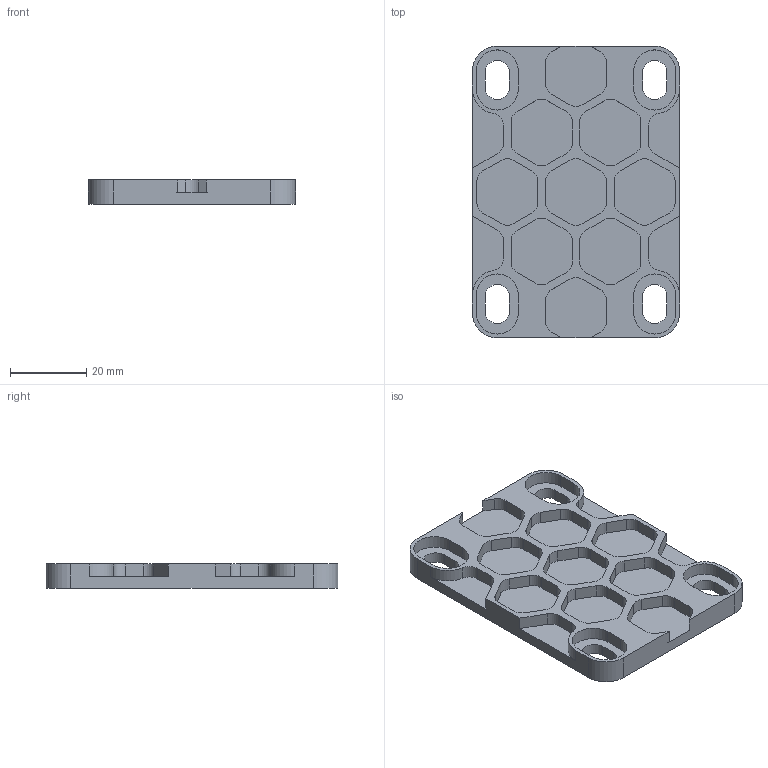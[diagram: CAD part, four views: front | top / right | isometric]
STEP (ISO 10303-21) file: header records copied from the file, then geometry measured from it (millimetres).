
FILE_DESCRIPTION(/* description */ (''),/* implementation_level */ '2;1');
FILE_NAME(/* name */ 'X-Brace_New_V3.step',/* time_stamp */ '2018-06-11T16:59:50-04:00',/* author */ (''),/* organization */ (''),/* preprocessor_version */ 'ST-DEVELOPER v17',/* originating_system */ 'Autodesk Translation Framework v7.1.0.215',/* authorisation */ '');
FILE_SCHEMA (('AUTOMOTIVE_DESIGN { 1 0 10303 214 3 1 1 }'));
Length unit declared in the file: millimetre
Products named in the file (1): New V3
Bounding box: 54.27 x 76.5 x 6.35 mm (x, y, z)
Volume: 15560 mm3; surface area: 11907.2 mm2
Topology: 1 solids, 1 shells, 185 faces, 516 edges, 344 vertices
Faces by surface type: plane 101, cylinder 84
Entity records: 6027 total; most frequent: DIRECTION 1056, CARTESIAN_POINT 1046, ORIENTED_EDGE 1032, EDGE_CURVE 516, AXIS2_PLACEMENT_3D 354, LINE 348, VECTOR 348, VERTEX_POINT 344
